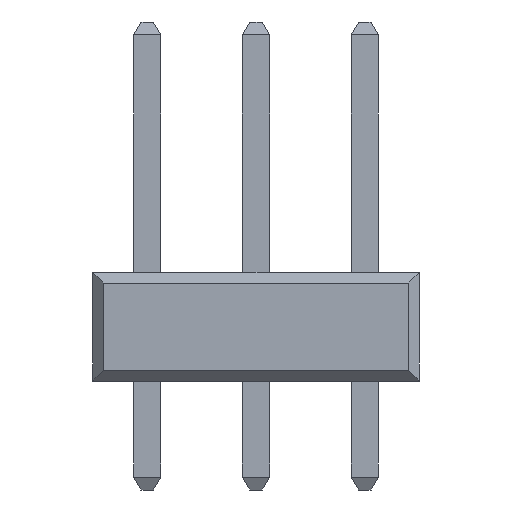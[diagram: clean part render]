
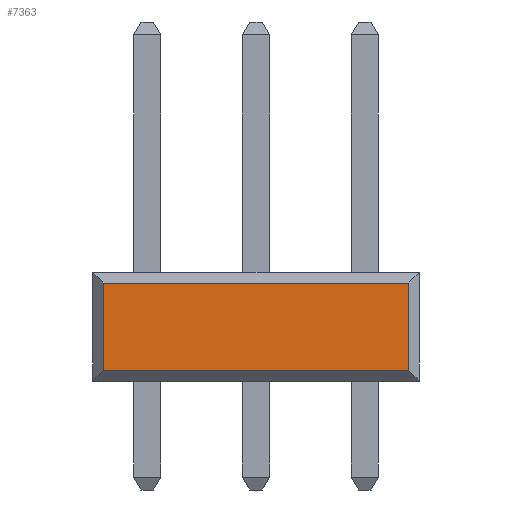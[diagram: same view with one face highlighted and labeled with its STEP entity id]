
A CAD part, left-side view. The second image highlights one B-rep face of the part: STEP entity #7363.
In plain terms, the highlighted planar face has unit normal (-1, 0, 0).
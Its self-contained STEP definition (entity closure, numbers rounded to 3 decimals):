
#174 = EDGE_CURVE ( 'NONE', #3467, #644, #10842, .T. ) ;
#175 = CARTESIAN_POINT ( 'NONE',  ( -6.35, 3.56, 0.25 ) ) ;
#213 = VERTEX_POINT ( 'NONE', #9696 ) ;
#273 = CARTESIAN_POINT ( 'NONE',  ( -6.35, 3.56, 2.29 ) ) ;
#382 = EDGE_CURVE ( 'NONE', #12127, #644, #8685, .T. ) ;
#644 = VERTEX_POINT ( 'NONE', #2302 ) ;
#1481 = ORIENTED_EDGE ( 'NONE', *, *, #174, .F. ) ;
#1680 = CARTESIAN_POINT ( 'NONE',  ( -6.35, -3.56, 2.54 ) ) ;
#2302 = CARTESIAN_POINT ( 'NONE',  ( -6.35, -3.56, 0.25 ) ) ;
#2572 = LINE ( 'NONE', #273, #13124 ) ;
#2891 = LINE ( 'NONE', #10123, #12793 ) ;
#3041 = FACE_OUTER_BOUND ( 'NONE', #7778, .T. ) ;
#3467 = VERTEX_POINT ( 'NONE', #6155 ) ;
#4282 = CARTESIAN_POINT ( 'NONE',  ( -6.35, -3.56, 2.54 ) ) ;
#4749 = DIRECTION ( 'NONE',  ( 0., 1., 0. ) ) ;
#6155 = CARTESIAN_POINT ( 'NONE',  ( -6.35, -3.56, 2.29 ) ) ;
#6265 = EDGE_CURVE ( 'NONE', #213, #12127, #2891, .T. ) ;
#6366 = DIRECTION ( 'NONE',  ( 0., -1., 0. ) ) ;
#7363 = ADVANCED_FACE ( 'NONE', ( #3041 ), #12163, .F. ) ;
#7675 = DIRECTION ( 'NONE',  ( 0., 1., 0. ) ) ;
#7778 = EDGE_LOOP ( 'NONE', ( #9250, #11230, #1481, #10877 ) ) ;
#7999 = DIRECTION ( 'NONE',  ( 1., 0., 0. ) ) ;
#8685 = LINE ( 'NONE', #11527, #10474 ) ;
#9023 = VECTOR ( 'NONE', #12707, 1000. ) ;
#9250 = ORIENTED_EDGE ( 'NONE', *, *, #6265, .T. ) ;
#9696 = CARTESIAN_POINT ( 'NONE',  ( -6.35, 3.56, 2.29 ) ) ;
#10123 = CARTESIAN_POINT ( 'NONE',  ( -6.35, 3.56, 2.54 ) ) ;
#10474 = VECTOR ( 'NONE', #6366, 1000. ) ;
#10842 = LINE ( 'NONE', #4282, #9023 ) ;
#10877 = ORIENTED_EDGE ( 'NONE', *, *, #12105, .T. ) ;
#11230 = ORIENTED_EDGE ( 'NONE', *, *, #382, .T. ) ;
#11233 = DIRECTION ( 'NONE',  ( 0., 0., -1. ) ) ;
#11527 = CARTESIAN_POINT ( 'NONE',  ( -6.35, -3.56, 0.25 ) ) ;
#12105 = EDGE_CURVE ( 'NONE', #3467, #213, #2572, .T. ) ;
#12127 = VERTEX_POINT ( 'NONE', #175 ) ;
#12163 = PLANE ( 'NONE',  #12703 ) ;
#12703 = AXIS2_PLACEMENT_3D ( 'NONE', #1680, #7999, #4749 ) ;
#12707 = DIRECTION ( 'NONE',  ( 0., 0., -1. ) ) ;
#12793 = VECTOR ( 'NONE', #11233, 1000. ) ;
#13124 = VECTOR ( 'NONE', #7675, 1000. ) ;
